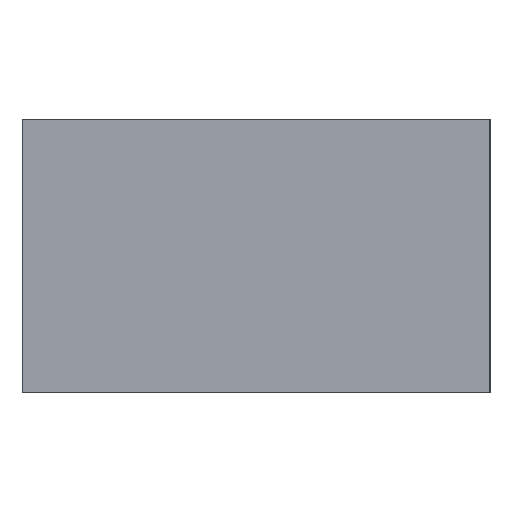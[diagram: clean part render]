
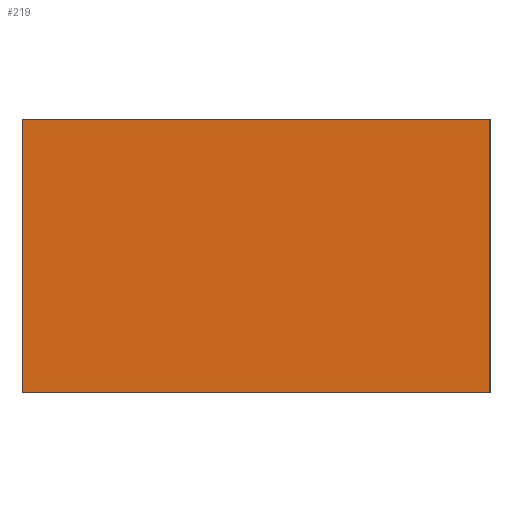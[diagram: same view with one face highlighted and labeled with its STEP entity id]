
A CAD part, left-side view. The second image highlights one B-rep face of the part: STEP entity #219.
In plain terms, the highlighted planar face has unit normal (-1, 0, 0).
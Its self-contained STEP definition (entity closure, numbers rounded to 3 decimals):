
#26=PLANE('',#248);
#39=FACE_OUTER_BOUND('',#52,.T.);
#52=EDGE_LOOP('',(#191,#192,#193,#194));
#71=LINE('',#346,#96);
#79=LINE('',#361,#104);
#80=LINE('',#363,#105);
#81=LINE('',#364,#106);
#96=VECTOR('',#287,10.);
#104=VECTOR('',#299,10.);
#105=VECTOR('',#302,10.);
#106=VECTOR('',#303,10.);
#120=VERTEX_POINT('',#343);
#121=VERTEX_POINT('',#345);
#125=VERTEX_POINT('',#357);
#126=VERTEX_POINT('',#359);
#143=EDGE_CURVE('',#120,#121,#71,.T.);
#151=EDGE_CURVE('',#125,#126,#79,.T.);
#152=EDGE_CURVE('',#120,#125,#80,.T.);
#153=EDGE_CURVE('',#121,#126,#81,.T.);
#191=ORIENTED_EDGE('',*,*,#152,.T.);
#192=ORIENTED_EDGE('',*,*,#151,.T.);
#193=ORIENTED_EDGE('',*,*,#153,.F.);
#194=ORIENTED_EDGE('',*,*,#143,.F.);
#219=ADVANCED_FACE('',(#39),#26,.T.);
#248=AXIS2_PLACEMENT_3D('',#362,#300,#301);
#287=DIRECTION('',(0.,1.,0.));
#299=DIRECTION('',(0.,1.,0.));
#300=DIRECTION('center_axis',(-1.,0.,0.));
#301=DIRECTION('ref_axis',(0.,0.,1.));
#302=DIRECTION('',(0.,0.,1.));
#303=DIRECTION('',(0.,0.,1.));
#343=CARTESIAN_POINT('',(0.,0.,-7.));
#345=CARTESIAN_POINT('',(0.,12.,-7.));
#346=CARTESIAN_POINT('',(0.,0.,-7.));
#357=CARTESIAN_POINT('',(0.,0.,0.));
#359=CARTESIAN_POINT('',(0.,12.,0.));
#361=CARTESIAN_POINT('',(0.,0.,0.));
#362=CARTESIAN_POINT('Origin',(0.,0.,-7.));
#363=CARTESIAN_POINT('',(0.,0.,-7.));
#364=CARTESIAN_POINT('',(0.,12.,-7.));
